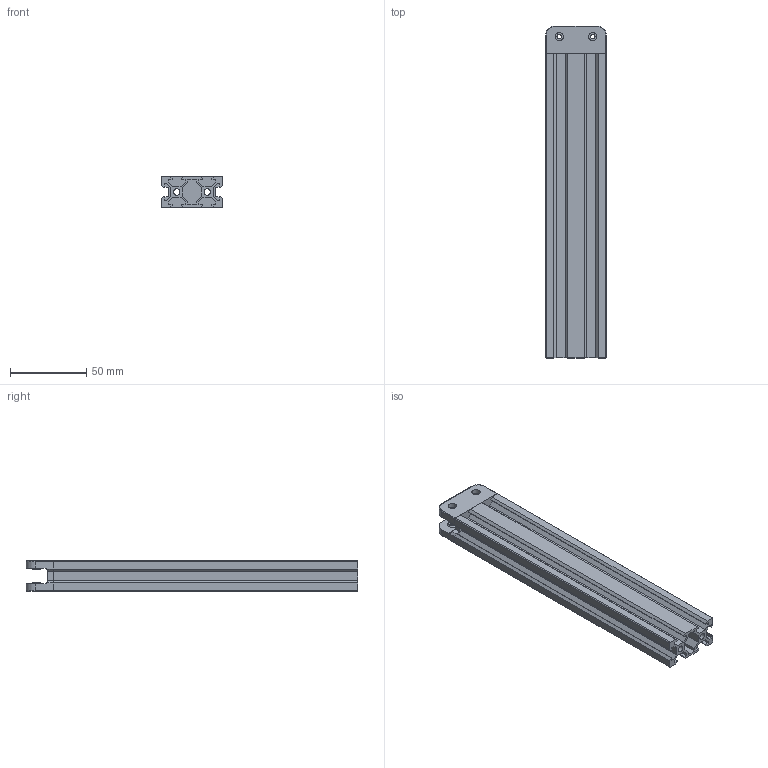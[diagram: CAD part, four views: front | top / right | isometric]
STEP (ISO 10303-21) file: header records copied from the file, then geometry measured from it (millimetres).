
FILE_DESCRIPTION(/* description */ (''),/* implementation_level */ '2;1');
FILE_NAME(/* name */ 'Pulley Mount.step',/* time_stamp */ '2022-05-21T09:17:21-05:00',/* author */ (''),/* organization */ (''),/* preprocessor_version */ 'ST-DEVELOPER v18.1',/* originating_system */ 'Autodesk Translation Framework v10.14.0.1471',/* authorisation */ '');
FILE_SCHEMA (('AUTOMOTIVE_DESIGN { 1 0 10303 214 3 1 1 }'));
Length unit declared in the file: millimetre
Products named in the file (3): Top Pulley Assembly; Component1; Component4
Assembly tree (2 placements, depth 2):
  Top Pulley Assembly
    Component1
    Component4
Bounding box: 40 x 218 x 20 mm (x, y, z)
Volume: 67829.3 mm3; surface area: 64550.4 mm2
Topology: 2 solids, 2 shells, 172 faces, 472 edges, 312 vertices
Faces by surface type: plane 136, cylinder 28, torus 4, cone 4
Full cylindrical faces by diameter (mm): 3 x4, 4.2 x2, 5.2 x2, 5.5 x2, 9 x2
Entity records: 5584 total; most frequent: CARTESIAN_POINT 1017, ORIENTED_EDGE 944, DIRECTION 898, EDGE_CURVE 472, LINE 392, VECTOR 392, VERTEX_POINT 312, AXIS2_PLACEMENT_3D 253
